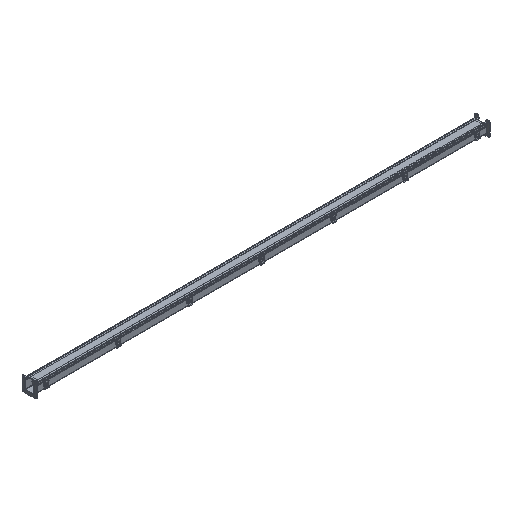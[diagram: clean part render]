
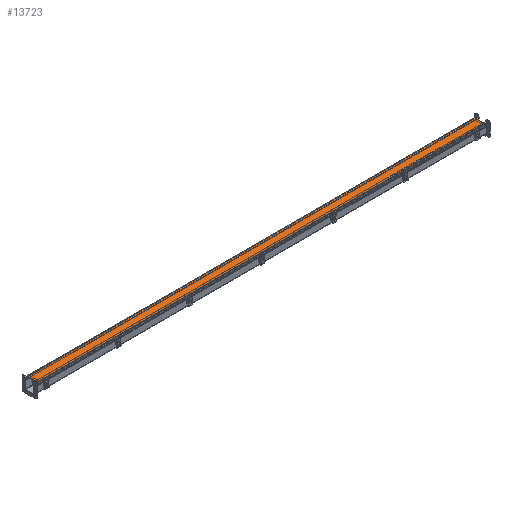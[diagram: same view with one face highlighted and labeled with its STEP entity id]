
A CAD part, isometric view. The second image highlights one B-rep face of the part: STEP entity #13723.
In plain terms, the highlighted planar face has unit normal (0, 0, 1).
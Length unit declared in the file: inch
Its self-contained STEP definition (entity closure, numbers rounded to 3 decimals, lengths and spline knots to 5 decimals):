
#475 = LINE ( 'NONE', #30095, #20011 ) ;
#723 = ORIENTED_EDGE ( 'NONE', *, *, #15975, .T. ) ;
#755 = CARTESIAN_POINT ( 'NONE',  ( -59.218, -1.4385, 2.672 ) ) ;
#1005 = AXIS2_PLACEMENT_3D ( 'NONE', #755, #5007, #12856 ) ;
#1198 = VERTEX_POINT ( 'NONE', #14094 ) ;
#1803 = VECTOR ( 'NONE', #15708, 39.37008 ) ;
#2286 = CARTESIAN_POINT ( 'NONE',  ( 59.25, -1.3305, 2.672 ) ) ;
#2678 = CARTESIAN_POINT ( 'NONE',  ( 59.25, 1.3285, 2.672 ) ) ;
#2798 = LINE ( 'NONE', #12784, #29886 ) ;
#3488 = EDGE_CURVE ( 'NONE', #1198, #23804, #17672, .T. ) ;
#5007 = DIRECTION ( 'NONE',  ( 0., 0., 1. ) ) ;
#7333 = EDGE_CURVE ( 'NONE', #23804, #18693, #2798, .T. ) ;
#9010 = ORIENTED_EDGE ( 'NONE', *, *, #3488, .T. ) ;
#9971 = EDGE_LOOP ( 'NONE', ( #9010, #11904, #723, #22123 ) ) ;
#11525 = LINE ( 'NONE', #31955, #21654 ) ;
#11904 = ORIENTED_EDGE ( 'NONE', *, *, #7333, .T. ) ;
#12784 = CARTESIAN_POINT ( 'NONE',  ( -59.218, -1.3305, 2.672 ) ) ;
#12856 = DIRECTION ( 'NONE',  ( 1., 0., 0. ) ) ;
#13181 = PLANE ( 'NONE',  #1005 ) ;
#13723 = ADVANCED_FACE ( 'NONE', ( #18108 ), #13181, .T. ) ;
#14094 = CARTESIAN_POINT ( 'NONE',  ( -59.218, 1.3285, 2.672 ) ) ;
#15708 = DIRECTION ( 'NONE',  ( 0., -1., 0. ) ) ;
#15975 = EDGE_CURVE ( 'NONE', #18693, #17916, #475, .T. ) ;
#17672 = LINE ( 'NONE', #20292, #1803 ) ;
#17830 = DIRECTION ( 'NONE',  ( 0., 1., 0. ) ) ;
#17916 = VERTEX_POINT ( 'NONE', #2678 ) ;
#18108 = FACE_OUTER_BOUND ( 'NONE', #9971, .T. ) ;
#18693 = VERTEX_POINT ( 'NONE', #2286 ) ;
#20011 = VECTOR ( 'NONE', #17830, 39.37008 ) ;
#20292 = CARTESIAN_POINT ( 'NONE',  ( -59.218, -1.4385, 2.672 ) ) ;
#21371 = EDGE_CURVE ( 'NONE', #17916, #1198, #11525, .T. ) ;
#21374 = CARTESIAN_POINT ( 'NONE',  ( -59.218, -1.3305, 2.672 ) ) ;
#21654 = VECTOR ( 'NONE', #29358, 39.37008 ) ;
#22123 = ORIENTED_EDGE ( 'NONE', *, *, #21371, .T. ) ;
#23097 = DIRECTION ( 'NONE',  ( 1., 0., 0. ) ) ;
#23804 = VERTEX_POINT ( 'NONE', #21374 ) ;
#29358 = DIRECTION ( 'NONE',  ( -1., 0., 0. ) ) ;
#29886 = VECTOR ( 'NONE', #23097, 39.37008 ) ;
#30095 = CARTESIAN_POINT ( 'NONE',  ( 59.25, -1.4385, 2.672 ) ) ;
#31955 = CARTESIAN_POINT ( 'NONE',  ( -59.218, 1.3285, 2.672 ) ) ;
